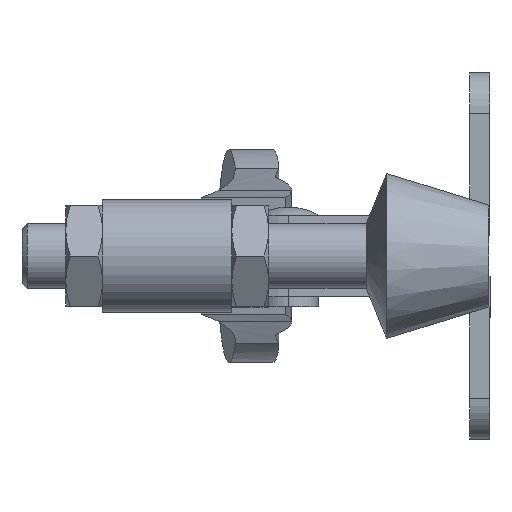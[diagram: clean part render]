
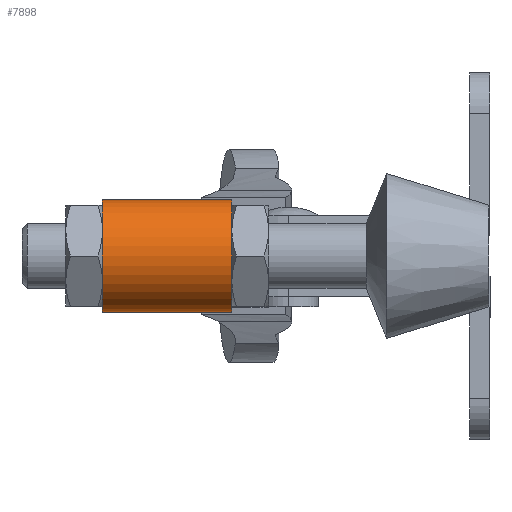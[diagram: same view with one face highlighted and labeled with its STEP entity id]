
A CAD part, left-side view. The second image highlights one B-rep face of the part: STEP entity #7898.
In plain terms, the highlighted cylindrical face has radius 5.5 mm (diameter 11 mm), a partial arc.
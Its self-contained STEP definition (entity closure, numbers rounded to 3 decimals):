
#53 = CIRCLE ( 'NONE', #7530, 5.5 ) ;
#362 = VERTEX_POINT ( 'NONE', #6501 ) ;
#487 = CARTESIAN_POINT ( 'NONE',  ( -98.15, 25.2, -2. ) ) ;
#1583 = VERTEX_POINT ( 'NONE', #4165 ) ;
#1819 = ORIENTED_EDGE ( 'NONE', *, *, #7886, .F. ) ;
#1847 = DIRECTION ( 'NONE',  ( 0., -1., 0. ) ) ;
#2017 = DIRECTION ( 'NONE',  ( 0., 0., -1. ) ) ;
#2030 = EDGE_CURVE ( 'NONE', #362, #4412, #3738, .T. ) ;
#2067 = CARTESIAN_POINT ( 'NONE',  ( -98.15, 37.9, -2. ) ) ;
#2339 = DIRECTION ( 'NONE',  ( 1., 0., 0. ) ) ;
#2386 = DIRECTION ( 'NONE',  ( 0., 1., 0. ) ) ;
#2435 = DIRECTION ( 'NONE',  ( 0., -1., 0. ) ) ;
#2457 = VECTOR ( 'NONE', #6485, 1000. ) ;
#2765 = CYLINDRICAL_SURFACE ( 'NONE', #6224, 5.5 ) ;
#2881 = EDGE_CURVE ( 'NONE', #1583, #4412, #5601, .T. ) ;
#2946 = ORIENTED_EDGE ( 'NONE', *, *, #2030, .F. ) ;
#3070 = DIRECTION ( 'NONE',  ( 1., 0., 0. ) ) ;
#3175 = CARTESIAN_POINT ( 'NONE',  ( -98.15, 37.9, 3.5 ) ) ;
#3738 = LINE ( 'NONE', #3175, #3910 ) ;
#3910 = VECTOR ( 'NONE', #1847, 1000. ) ;
#4165 = CARTESIAN_POINT ( 'NONE',  ( -98.15, 25.2, -7.5 ) ) ;
#4367 = CARTESIAN_POINT ( 'NONE',  ( -98.15, 37.9, -7.5 ) ) ;
#4412 = VERTEX_POINT ( 'NONE', #7856 ) ;
#5480 = FACE_OUTER_BOUND ( 'NONE', #6862, .T. ) ;
#5601 = CIRCLE ( 'NONE', #8529, 5.5 ) ;
#5676 = CARTESIAN_POINT ( 'NONE',  ( -98.15, 37.9, -7.5 ) ) ;
#6224 = AXIS2_PLACEMENT_3D ( 'NONE', #9207, #2435, #2017 ) ;
#6485 = DIRECTION ( 'NONE',  ( 0., -1., 0. ) ) ;
#6501 = CARTESIAN_POINT ( 'NONE',  ( -98.15, 37.9, 3.5 ) ) ;
#6862 = EDGE_LOOP ( 'NONE', ( #2946, #1819, #6886, #8819 ) ) ;
#6886 = ORIENTED_EDGE ( 'NONE', *, *, #6968, .T. ) ;
#6911 = DIRECTION ( 'NONE',  ( 0., 1., 0. ) ) ;
#6968 = EDGE_CURVE ( 'NONE', #7024, #1583, #8479, .T. ) ;
#7024 = VERTEX_POINT ( 'NONE', #4367 ) ;
#7530 = AXIS2_PLACEMENT_3D ( 'NONE', #2067, #6911, #2339 ) ;
#7856 = CARTESIAN_POINT ( 'NONE',  ( -98.15, 25.2, 3.5 ) ) ;
#7886 = EDGE_CURVE ( 'NONE', #7024, #362, #53, .T. ) ;
#7898 = ADVANCED_FACE ( 'NONE', ( #5480 ), #2765, .T. ) ;
#8479 = LINE ( 'NONE', #5676, #2457 ) ;
#8529 = AXIS2_PLACEMENT_3D ( 'NONE', #487, #2386, #3070 ) ;
#8819 = ORIENTED_EDGE ( 'NONE', *, *, #2881, .T. ) ;
#9207 = CARTESIAN_POINT ( 'NONE',  ( -98.15, 37.9, -2. ) ) ;
